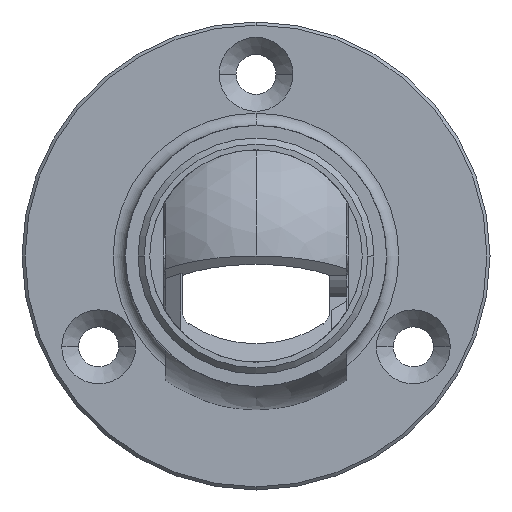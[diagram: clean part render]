
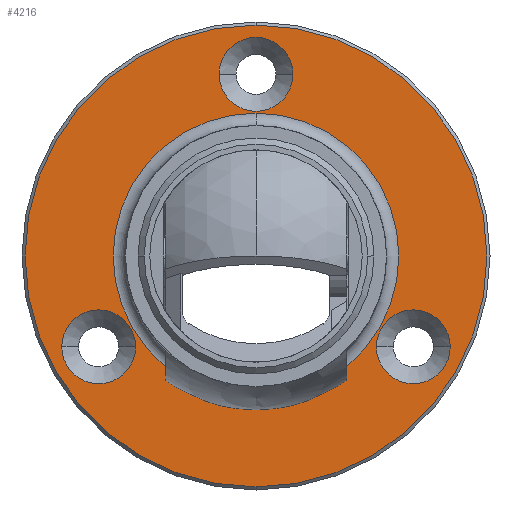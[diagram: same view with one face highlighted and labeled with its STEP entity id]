
A CAD part, front view. The second image highlights one B-rep face of the part: STEP entity #4216.
In plain terms, the highlighted face is planar.
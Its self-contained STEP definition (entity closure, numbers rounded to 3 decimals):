
#37 = CIRCLE ( 'NONE', #831, 23.2 ) ;
#162 = EDGE_LOOP ( 'NONE', ( #6242, #758 ) ) ;
#199 = VERTEX_POINT ( 'NONE', #5557 ) ;
#255 = CARTESIAN_POINT ( 'NONE',  ( 29.5, 2.5, 0. ) ) ;
#283 = AXIS2_PLACEMENT_3D ( 'NONE', #255, #2405, #5595 ) ;
#478 = EDGE_CURVE ( 'NONE', #2396, #4072, #37, .T. ) ;
#527 = DIRECTION ( 'NONE',  ( 0., 0., 1. ) ) ;
#567 = EDGE_CURVE ( 'NONE', #1407, #5934, #5002, .T. ) ;
#758 = ORIENTED_EDGE ( 'NONE', *, *, #2513, .T. ) ;
#831 = AXIS2_PLACEMENT_3D ( 'NONE', #6582, #3899, #5519 ) ;
#944 = AXIS2_PLACEMENT_3D ( 'NONE', #6916, #5395, #2066 ) ;
#983 = AXIS2_PLACEMENT_3D ( 'NONE', #5708, #1952, #1438 ) ;
#1035 = CARTESIAN_POINT ( 'NONE',  ( -14.75, 2.5, 25.548 ) ) ;
#1115 = DIRECTION ( 'NONE',  ( 0., 0., 1. ) ) ;
#1120 = AXIS2_PLACEMENT_3D ( 'NONE', #6342, #6927, #5836 ) ;
#1184 = CIRCLE ( 'NONE', #3997, 6. ) ;
#1247 = DIRECTION ( 'NONE',  ( 0., 1., 0. ) ) ;
#1333 = VERTEX_POINT ( 'NONE', #5453 ) ;
#1407 = VERTEX_POINT ( 'NONE', #1808 ) ;
#1438 = DIRECTION ( 'NONE',  ( 1., 0., 0. ) ) ;
#1472 = AXIS2_PLACEMENT_3D ( 'NONE', #3910, #6135, #2806 ) ;
#1503 = CARTESIAN_POINT ( 'NONE',  ( -14.75, 2.5, -19.548 ) ) ;
#1643 = CIRCLE ( 'NONE', #2412, 37.5 ) ;
#1808 = CARTESIAN_POINT ( 'NONE',  ( -14.75, 2.5, 31.548 ) ) ;
#1817 = FACE_BOUND ( 'NONE', #4174, .T. ) ;
#1885 = VERTEX_POINT ( 'NONE', #1503 ) ;
#1936 = CIRCLE ( 'NONE', #944, 6. ) ;
#1952 = DIRECTION ( 'NONE',  ( 0., -1., 0. ) ) ;
#2066 = DIRECTION ( 'NONE',  ( 0., 0., 1. ) ) ;
#2162 = EDGE_CURVE ( 'NONE', #3875, #2555, #5465, .T. ) ;
#2205 = ORIENTED_EDGE ( 'NONE', *, *, #2941, .F. ) ;
#2228 = ORIENTED_EDGE ( 'NONE', *, *, #567, .F. ) ;
#2267 = ORIENTED_EDGE ( 'NONE', *, *, #6267, .T. ) ;
#2285 = CIRCLE ( 'NONE', #4103, 37.5 ) ;
#2307 = FACE_BOUND ( 'NONE', #4404, .T. ) ;
#2342 = FACE_BOUND ( 'NONE', #6394, .T. ) ;
#2396 = VERTEX_POINT ( 'NONE', #5864 ) ;
#2405 = DIRECTION ( 'NONE',  ( 0., 1., 0. ) ) ;
#2412 = AXIS2_PLACEMENT_3D ( 'NONE', #2670, #3811, #4832 ) ;
#2416 = EDGE_CURVE ( 'NONE', #5934, #1407, #1184, .T. ) ;
#2513 = EDGE_CURVE ( 'NONE', #5280, #199, #1643, .T. ) ;
#2555 = VERTEX_POINT ( 'NONE', #4345 ) ;
#2670 = CARTESIAN_POINT ( 'NONE',  ( 0., 2.5, 0. ) ) ;
#2806 = DIRECTION ( 'NONE',  ( 1., 0., 0. ) ) ;
#2941 = EDGE_CURVE ( 'NONE', #1885, #1333, #1936, .T. ) ;
#3182 = DIRECTION ( 'NONE',  ( 1., 0., 0. ) ) ;
#3693 = DIRECTION ( 'NONE',  ( 0., 1., 0. ) ) ;
#3709 = CARTESIAN_POINT ( 'NONE',  ( -23.2, 2.5, 0. ) ) ;
#3756 = ORIENTED_EDGE ( 'NONE', *, *, #2162, .F. ) ;
#3811 = DIRECTION ( 'NONE',  ( 0., 1., 0. ) ) ;
#3875 = VERTEX_POINT ( 'NONE', #4586 ) ;
#3899 = DIRECTION ( 'NONE',  ( 0., -1., 0. ) ) ;
#3910 = CARTESIAN_POINT ( 'NONE',  ( 0., 2.5, 0. ) ) ;
#3975 = PLANE ( 'NONE',  #1472 ) ;
#3997 = AXIS2_PLACEMENT_3D ( 'NONE', #1035, #4310, #527 ) ;
#4072 = VERTEX_POINT ( 'NONE', #3709 ) ;
#4103 = AXIS2_PLACEMENT_3D ( 'NONE', #4185, #6349, #3182 ) ;
#4174 = EDGE_LOOP ( 'NONE', ( #2228, #5606 ) ) ;
#4185 = CARTESIAN_POINT ( 'NONE',  ( 0., 2.5, 0. ) ) ;
#4216 = ADVANCED_FACE ( 'NONE', ( #5531, #1817, #2342, #4963, #2307 ), #3975, .F. ) ;
#4287 = CARTESIAN_POINT ( 'NONE',  ( -14.75, 2.5, 25.548 ) ) ;
#4310 = DIRECTION ( 'NONE',  ( 0., 1., 0. ) ) ;
#4313 = CARTESIAN_POINT ( 'NONE',  ( -37.5, 2.5, 0. ) ) ;
#4345 = CARTESIAN_POINT ( 'NONE',  ( 29.5, 2.5, -6. ) ) ;
#4404 = EDGE_LOOP ( 'NONE', ( #5346, #2267 ) ) ;
#4476 = ORIENTED_EDGE ( 'NONE', *, *, #5363, .F. ) ;
#4586 = CARTESIAN_POINT ( 'NONE',  ( 29.5, 2.5, 6. ) ) ;
#4832 = DIRECTION ( 'NONE',  ( 1., 0., 0. ) ) ;
#4905 = CIRCLE ( 'NONE', #283, 6. ) ;
#4922 = CIRCLE ( 'NONE', #1120, 6. ) ;
#4927 = EDGE_CURVE ( 'NONE', #199, #5280, #2285, .T. ) ;
#4963 = FACE_OUTER_BOUND ( 'NONE', #162, .T. ) ;
#5002 = CIRCLE ( 'NONE', #5908, 6. ) ;
#5031 = CIRCLE ( 'NONE', #983, 23.2 ) ;
#5125 = AXIS2_PLACEMENT_3D ( 'NONE', #6189, #1247, #5581 ) ;
#5280 = VERTEX_POINT ( 'NONE', #4313 ) ;
#5346 = ORIENTED_EDGE ( 'NONE', *, *, #478, .T. ) ;
#5363 = EDGE_CURVE ( 'NONE', #1333, #1885, #4922, .T. ) ;
#5395 = DIRECTION ( 'NONE',  ( 0., 1., 0. ) ) ;
#5453 = CARTESIAN_POINT ( 'NONE',  ( -14.75, 2.5, -31.548 ) ) ;
#5465 = CIRCLE ( 'NONE', #5125, 6. ) ;
#5519 = DIRECTION ( 'NONE',  ( 1., 0., 0. ) ) ;
#5531 = FACE_BOUND ( 'NONE', #6523, .T. ) ;
#5557 = CARTESIAN_POINT ( 'NONE',  ( 37.5, 2.5, 0. ) ) ;
#5581 = DIRECTION ( 'NONE',  ( 0., 0., 1. ) ) ;
#5595 = DIRECTION ( 'NONE',  ( 0., 0., 1. ) ) ;
#5606 = ORIENTED_EDGE ( 'NONE', *, *, #2416, .F. ) ;
#5708 = CARTESIAN_POINT ( 'NONE',  ( 0., 2.5, 0. ) ) ;
#5720 = CARTESIAN_POINT ( 'NONE',  ( -14.75, 2.5, 19.548 ) ) ;
#5836 = DIRECTION ( 'NONE',  ( 0., 0., 1. ) ) ;
#5864 = CARTESIAN_POINT ( 'NONE',  ( 23.2, 2.5, 0. ) ) ;
#5908 = AXIS2_PLACEMENT_3D ( 'NONE', #4287, #3693, #1115 ) ;
#5934 = VERTEX_POINT ( 'NONE', #5720 ) ;
#6116 = EDGE_CURVE ( 'NONE', #2555, #3875, #4905, .T. ) ;
#6135 = DIRECTION ( 'NONE',  ( 0., -1., 0. ) ) ;
#6189 = CARTESIAN_POINT ( 'NONE',  ( 29.5, 2.5, 0. ) ) ;
#6242 = ORIENTED_EDGE ( 'NONE', *, *, #4927, .T. ) ;
#6267 = EDGE_CURVE ( 'NONE', #4072, #2396, #5031, .T. ) ;
#6342 = CARTESIAN_POINT ( 'NONE',  ( -14.75, 2.5, -25.548 ) ) ;
#6349 = DIRECTION ( 'NONE',  ( 0., 1., 0. ) ) ;
#6394 = EDGE_LOOP ( 'NONE', ( #2205, #4476 ) ) ;
#6523 = EDGE_LOOP ( 'NONE', ( #3756, #6880 ) ) ;
#6582 = CARTESIAN_POINT ( 'NONE',  ( 0., 2.5, 0. ) ) ;
#6880 = ORIENTED_EDGE ( 'NONE', *, *, #6116, .F. ) ;
#6916 = CARTESIAN_POINT ( 'NONE',  ( -14.75, 2.5, -25.548 ) ) ;
#6927 = DIRECTION ( 'NONE',  ( 0., 1., 0. ) ) ;
